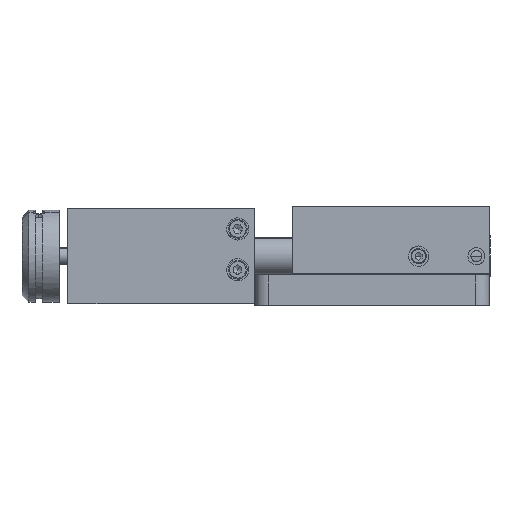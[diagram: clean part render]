
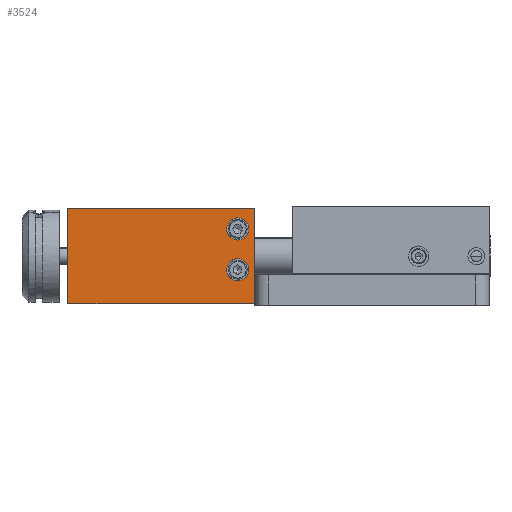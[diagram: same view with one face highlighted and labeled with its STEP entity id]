
A CAD part, front view. The second image highlights one B-rep face of the part: STEP entity #3524.
In plain terms, the highlighted planar face has unit normal (0, -1, 0).
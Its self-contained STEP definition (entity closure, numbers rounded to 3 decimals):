
#2296=FACE_BOUND('',#9792,.T.);
#2297=FACE_BOUND('',#9793,.T.);
#3524=ADVANCED_FACE('',(#6591,#2296,#2297),#52508,.T.);
#6591=FACE_OUTER_BOUND('',#9791,.T.);
#9791=EDGE_LOOP('',(#17728,#17729,#17730,#17731));
#9792=EDGE_LOOP('',(#17732,#17733,#17734,#17735));
#9793=EDGE_LOOP('',(#17736,#17737,#17738,#17739));
#17728=ORIENTED_EDGE('',*,*,#31453,.F.);
#17729=ORIENTED_EDGE('',*,*,#31506,.F.);
#17730=ORIENTED_EDGE('',*,*,#31504,.F.);
#17731=ORIENTED_EDGE('',*,*,#31502,.F.);
#17732=ORIENTED_EDGE('',*,*,#31412,.T.);
#17733=ORIENTED_EDGE('',*,*,#31411,.T.);
#17734=ORIENTED_EDGE('',*,*,#31410,.T.);
#17735=ORIENTED_EDGE('',*,*,#31516,.T.);
#17736=ORIENTED_EDGE('',*,*,#31424,.T.);
#17737=ORIENTED_EDGE('',*,*,#31423,.T.);
#17738=ORIENTED_EDGE('',*,*,#31422,.T.);
#17739=ORIENTED_EDGE('',*,*,#31522,.T.);
#31410=EDGE_CURVE('',#47211,#47273,#38113,.T.);
#31411=EDGE_CURVE('',#47213,#47211,#38114,.T.);
#31412=EDGE_CURVE('',#47212,#47213,#38115,.T.);
#31422=EDGE_CURVE('',#47218,#47277,#38123,.T.);
#31423=EDGE_CURVE('',#47220,#47218,#38124,.T.);
#31424=EDGE_CURVE('',#47219,#47220,#38125,.T.);
#31453=EDGE_CURVE('',#47239,#47240,#41178,.T.);
#31502=EDGE_CURVE('',#47240,#47266,#41211,.T.);
#31504=EDGE_CURVE('',#47266,#47267,#41213,.T.);
#31506=EDGE_CURVE('',#47267,#47239,#41215,.T.);
#31516=EDGE_CURVE('',#47273,#47212,#38151,.T.);
#31522=EDGE_CURVE('',#47277,#47219,#38155,.T.);
#38113=(
BOUNDED_CURVE()
B_SPLINE_CURVE(2,(#76616,#76617,#76618),.UNSPECIFIED.,.F.,.F.)
B_SPLINE_CURVE_WITH_KNOTS((3,3),(-10.21,-5.105),
 .UNSPECIFIED.)
CURVE()
GEOMETRIC_REPRESENTATION_ITEM()
RATIONAL_B_SPLINE_CURVE((1.,0.707,1.))
REPRESENTATION_ITEM('')
);
#38114=(
BOUNDED_CURVE()
B_SPLINE_CURVE(2,(#76619,#76620,#76621),.UNSPECIFIED.,.F.,.F.)
B_SPLINE_CURVE_WITH_KNOTS((3,3),(-5.105,0.),.UNSPECIFIED.)
CURVE()
GEOMETRIC_REPRESENTATION_ITEM()
RATIONAL_B_SPLINE_CURVE((1.,0.707,1.))
REPRESENTATION_ITEM('')
);
#38115=(
BOUNDED_CURVE()
B_SPLINE_CURVE(2,(#76622,#76623,#76624),.UNSPECIFIED.,.F.,.F.)
B_SPLINE_CURVE_WITH_KNOTS((3,3),(-10.21,-5.105),
 .UNSPECIFIED.)
CURVE()
GEOMETRIC_REPRESENTATION_ITEM()
RATIONAL_B_SPLINE_CURVE((1.,0.707,1.))
REPRESENTATION_ITEM('')
);
#38123=(
BOUNDED_CURVE()
B_SPLINE_CURVE(2,(#76652,#76653,#76654),.UNSPECIFIED.,.F.,.F.)
B_SPLINE_CURVE_WITH_KNOTS((3,3),(-10.21,-5.105),
 .UNSPECIFIED.)
CURVE()
GEOMETRIC_REPRESENTATION_ITEM()
RATIONAL_B_SPLINE_CURVE((1.,0.707,1.))
REPRESENTATION_ITEM('')
);
#38124=(
BOUNDED_CURVE()
B_SPLINE_CURVE(2,(#76655,#76656,#76657),.UNSPECIFIED.,.F.,.F.)
B_SPLINE_CURVE_WITH_KNOTS((3,3),(-5.105,0.),.UNSPECIFIED.)
CURVE()
GEOMETRIC_REPRESENTATION_ITEM()
RATIONAL_B_SPLINE_CURVE((1.,0.707,1.))
REPRESENTATION_ITEM('')
);
#38125=(
BOUNDED_CURVE()
B_SPLINE_CURVE(2,(#76658,#76659,#76660),.UNSPECIFIED.,.F.,.F.)
B_SPLINE_CURVE_WITH_KNOTS((3,3),(-10.21,-5.105),
 .UNSPECIFIED.)
CURVE()
GEOMETRIC_REPRESENTATION_ITEM()
RATIONAL_B_SPLINE_CURVE((1.,0.707,1.))
REPRESENTATION_ITEM('')
);
#38151=(
BOUNDED_CURVE()
B_SPLINE_CURVE(2,(#76880,#76881,#76882),.UNSPECIFIED.,.F.,.F.)
B_SPLINE_CURVE_WITH_KNOTS((3,3),(-5.105,0.),.UNSPECIFIED.)
CURVE()
GEOMETRIC_REPRESENTATION_ITEM()
RATIONAL_B_SPLINE_CURVE((1.,0.707,1.))
REPRESENTATION_ITEM('')
);
#38155=(
BOUNDED_CURVE()
B_SPLINE_CURVE(2,(#76898,#76899,#76900),.UNSPECIFIED.,.F.,.F.)
B_SPLINE_CURVE_WITH_KNOTS((3,3),(-5.105,0.),.UNSPECIFIED.)
CURVE()
GEOMETRIC_REPRESENTATION_ITEM()
RATIONAL_B_SPLINE_CURVE((1.,0.707,1.))
REPRESENTATION_ITEM('')
);
#41178=B_SPLINE_CURVE_WITH_KNOTS('',1,(#76726,#76727),.UNSPECIFIED.,.F.,
 .F.,(2,2),(0.,28.),.UNSPECIFIED.);
#41211=B_SPLINE_CURVE_WITH_KNOTS('',1,(#76840,#76841),.UNSPECIFIED.,.F.,
 .F.,(2,2),(0.,55.),.UNSPECIFIED.);
#41213=B_SPLINE_CURVE_WITH_KNOTS('',1,(#76844,#76845),.UNSPECIFIED.,.F.,
 .F.,(2,2),(0.,28.),.UNSPECIFIED.);
#41215=B_SPLINE_CURVE_WITH_KNOTS('',1,(#76848,#76849),.UNSPECIFIED.,.F.,
 .F.,(2,2),(0.,55.),.UNSPECIFIED.);
#47211=VERTEX_POINT('',#76379);
#47212=VERTEX_POINT('',#76380);
#47213=VERTEX_POINT('',#76381);
#47218=VERTEX_POINT('',#76386);
#47219=VERTEX_POINT('',#76387);
#47220=VERTEX_POINT('',#76388);
#47239=VERTEX_POINT('',#76407);
#47240=VERTEX_POINT('',#76408);
#47266=VERTEX_POINT('',#76434);
#47267=VERTEX_POINT('',#76435);
#47273=VERTEX_POINT('',#76441);
#47277=VERTEX_POINT('',#76445);
#52508=PLANE('',#54796);
#54796=AXIS2_PLACEMENT_3D('',#76317,#57581,$);
#57581=DIRECTION('',(0.,-1.,0.));
#76317=CARTESIAN_POINT('',(5.247,-53.5,-2.42));
#76379=CARTESIAN_POINT('',(-5.373,-53.5,13.75));
#76380=CARTESIAN_POINT('',(-5.373,-53.5,7.25));
#76381=CARTESIAN_POINT('',(-8.623,-53.5,10.5));
#76386=CARTESIAN_POINT('',(-5.373,-53.5,25.75));
#76387=CARTESIAN_POINT('',(-5.373,-53.5,19.25));
#76388=CARTESIAN_POINT('',(-8.623,-53.5,22.5));
#76407=CARTESIAN_POINT('',(-0.373,-53.5,28.5));
#76408=CARTESIAN_POINT('',(-0.373,-53.5,0.5));
#76434=CARTESIAN_POINT('',(-55.373,-53.5,0.5));
#76435=CARTESIAN_POINT('',(-55.373,-53.5,28.5));
#76441=CARTESIAN_POINT('',(-2.123,-53.5,10.5));
#76445=CARTESIAN_POINT('',(-2.123,-53.5,22.5));
#76616=CARTESIAN_POINT('',(-5.373,-53.5,13.75));
#76617=CARTESIAN_POINT('',(-2.123,-53.5,13.75));
#76618=CARTESIAN_POINT('',(-2.123,-53.5,10.5));
#76619=CARTESIAN_POINT('',(-8.623,-53.5,10.5));
#76620=CARTESIAN_POINT('',(-8.623,-53.5,13.75));
#76621=CARTESIAN_POINT('',(-5.373,-53.5,13.75));
#76622=CARTESIAN_POINT('',(-5.373,-53.5,7.25));
#76623=CARTESIAN_POINT('',(-8.623,-53.5,7.25));
#76624=CARTESIAN_POINT('',(-8.623,-53.5,10.5));
#76652=CARTESIAN_POINT('',(-5.373,-53.5,25.75));
#76653=CARTESIAN_POINT('',(-2.123,-53.5,25.75));
#76654=CARTESIAN_POINT('',(-2.123,-53.5,22.5));
#76655=CARTESIAN_POINT('',(-8.623,-53.5,22.5));
#76656=CARTESIAN_POINT('',(-8.623,-53.5,25.75));
#76657=CARTESIAN_POINT('',(-5.373,-53.5,25.75));
#76658=CARTESIAN_POINT('',(-5.373,-53.5,19.25));
#76659=CARTESIAN_POINT('',(-8.623,-53.5,19.25));
#76660=CARTESIAN_POINT('',(-8.623,-53.5,22.5));
#76726=CARTESIAN_POINT('',(-0.373,-53.5,28.5));
#76727=CARTESIAN_POINT('',(-0.373,-53.5,0.5));
#76840=CARTESIAN_POINT('',(-0.373,-53.5,0.5));
#76841=CARTESIAN_POINT('',(-55.373,-53.5,0.5));
#76844=CARTESIAN_POINT('',(-55.373,-53.5,0.5));
#76845=CARTESIAN_POINT('',(-55.373,-53.5,28.5));
#76848=CARTESIAN_POINT('',(-55.373,-53.5,28.5));
#76849=CARTESIAN_POINT('',(-0.373,-53.5,28.5));
#76880=CARTESIAN_POINT('',(-2.123,-53.5,10.5));
#76881=CARTESIAN_POINT('',(-2.123,-53.5,7.25));
#76882=CARTESIAN_POINT('',(-5.373,-53.5,7.25));
#76898=CARTESIAN_POINT('',(-2.123,-53.5,22.5));
#76899=CARTESIAN_POINT('',(-2.123,-53.5,19.25));
#76900=CARTESIAN_POINT('',(-5.373,-53.5,19.25));
